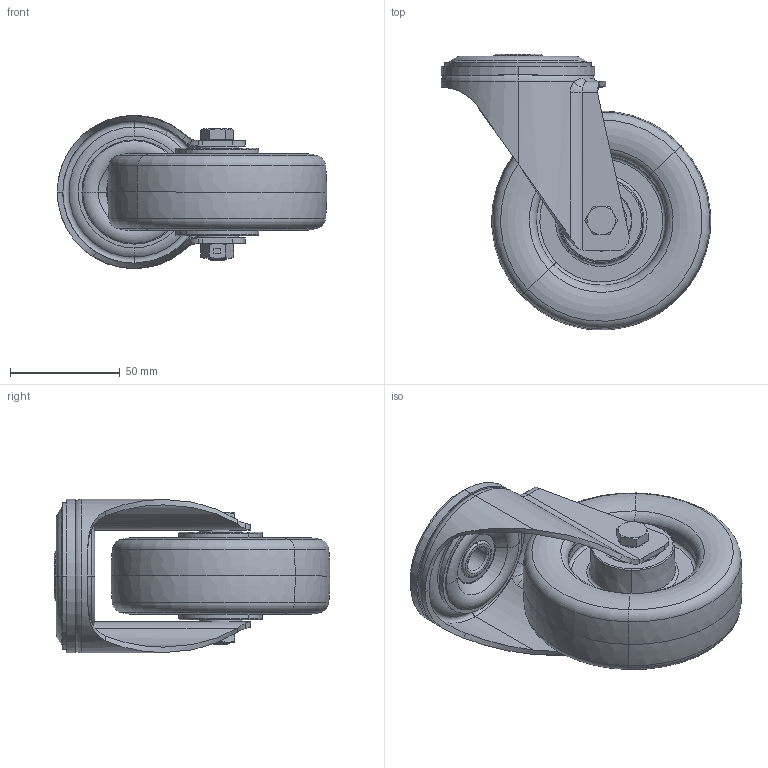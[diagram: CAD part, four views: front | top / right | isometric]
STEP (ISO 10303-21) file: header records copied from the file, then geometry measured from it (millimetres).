
FILE_DESCRIPTION (( 'STEP AP214' ), '1' );
FILE_NAME ('0055694.step', '2023-11-15T11:16:02', ( '' ), ( '' ), 'SwSTEP 2.0', 'SolidWorks 2020', '' );
FILE_SCHEMA (( 'AUTOMOTIVE_DESIGN' ));
Length unit declared in the file: millimetre
Products named in the file (1): 0055694
Bounding box: 122.94 x 125.94 x 70 mm (x, y, z)
Volume: 273359.4 mm3; surface area: 122339.7 mm2
Topology: 20 solids, 21 shells, 742 faces, 1816 edges, 1131 vertices
Faces by surface type: torus 242, plane 193, cylinder 141, cone 104, bspline 62
Entity records: 34684 total; most frequent: CARTESIAN_POINT 9334, ORIENTED_EDGE 3632, DIRECTION 3515, EDGE_CURVE 1816, AXIS2_PLACEMENT_3D 1553, VERTEX_POINT 1131, CIRCLE 872, EDGE_LOOP 801
